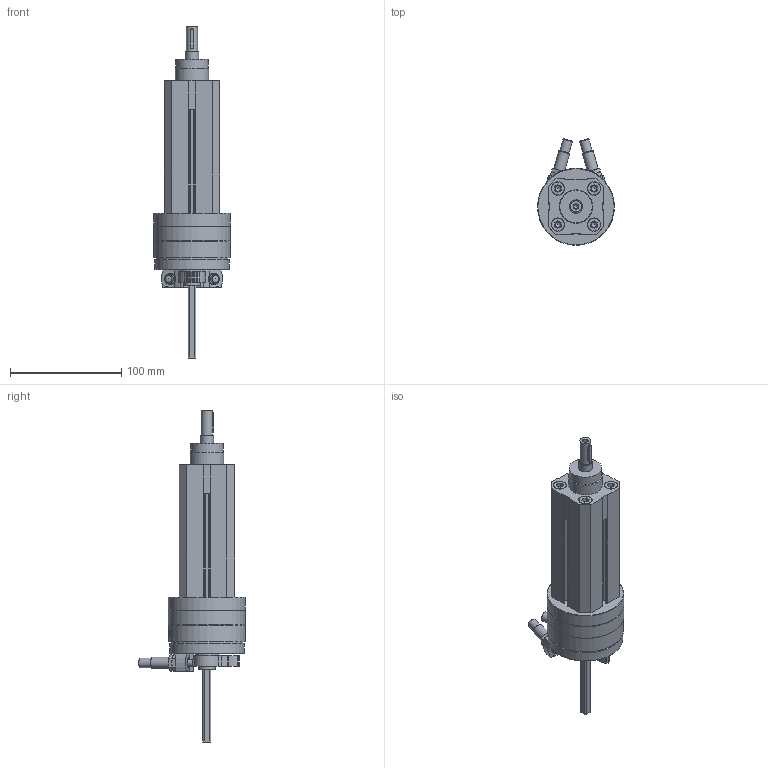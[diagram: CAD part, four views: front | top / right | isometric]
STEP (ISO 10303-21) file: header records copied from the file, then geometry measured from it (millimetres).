
FILE_DESCRIPTION(/* description */ ('STEP AP214'),/* implementation_level */ '2;1');
FILE_NAME(/* name */ '556439_DSL-20-50-270-CC-A-S2-B',/* time_stamp */ '2024-08-21T15:47:14+02:00',/* author */ ('License CC BY-ND 4.0'),/* organization */ ('CADENAS'),/* preprocessor_version */ 'ST-DEVELOPER v19.3',/* originating_system */ 'PARTsolutions',/* authorisation */ ' ');
FILE_SCHEMA (('AUTOMOTIVE_DESIGN {1 0 10303 214 3 1 1}'));
Length unit declared in the file: millimetre
Products named in the file (11): 556439 DSL-20-50-270-CC-A-S2-B---(0_0); 556439 DSL-20-50-270-CC-A-S2-B-50_bz; 704063 DSM-16-BR---(HZ); 548012 DYSC-7-5-Y1F---(SD_0); 342621 DSM-16_NS; DIN-912 - M4x18(F); 396998 YSRW M10X1-3.5-13; 704062 DSM-16-BL---(HZ); 556439 DSL-50_k; - DSL; Shim ring DIN 988 15x21x1.5
Assembly tree (16 placements, depth 2):
  556439 DSL-20-50-270-CC-A-S2-B---(0_0)
    556439 DSL-20-50-270-CC-A-S2-B-50_bz
    704063 DSM-16-BR---(HZ)
    548012 DYSC-7-5-Y1F---(SD_0)  x2
    342621 DSM-16_NS  x2
    DIN-912 - M4x18(F)  x2
    396998 YSRW M10X1-3.5-13  x4
    704062 DSM-16-BL---(HZ)
    556439 DSL-50_k
    - DSL
    Shim ring DIN 988 15x21x1.5
Bounding box: 69 x 95.73 x 298 mm (x, y, z)
Volume: 462761.3 mm3; surface area: 89951 mm2
Topology: 16 solids, 18 shells, 546 faces, 1316 edges, 831 vertices
Faces by surface type: plane 291, cylinder 162, cone 91, sphere 2
Full cylindrical faces by diameter (mm): 1 x2, 1.567 x2, 3 x4, 3.242 x2, 4 x2, 4.134 x6, 4.5 x2, 4.917 x4, 6 x4, 7 x2, 7.4 x2, 8.3 x4, 8.6 x2, 8.917 x6, 9.3 x1, 10 x3, 12 x6, 15 x3, 21 x1, 29 x2, 30 x1, 33.5 x1, 42.5 x1, 47 x1, 65 x1, 67 x1, 68.65 x1, 69 x2
Entity records: 12766 total; most frequent: CARTESIAN_POINT 2263, DIRECTION 2207, ORIENTED_EDGE 1902, EDGE_CURVE 951, AXIS2_PLACEMENT_3D 825, VERTEX_POINT 675, FACE_BOUND 618, EDGE_LOOP 609
